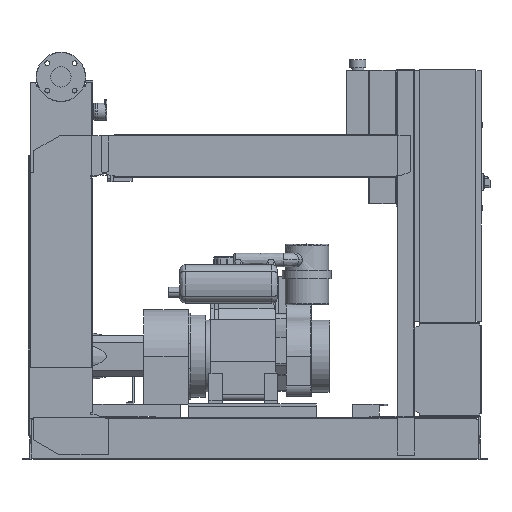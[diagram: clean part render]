
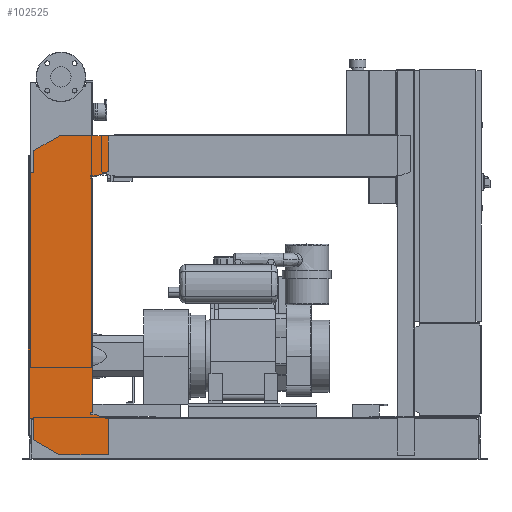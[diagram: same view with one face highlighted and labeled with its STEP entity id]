
A CAD part, front view. The second image highlights one B-rep face of the part: STEP entity #102525.
In plain terms, the highlighted free-form (B-spline) face has degree [1, 1] with [2, 2] control points.
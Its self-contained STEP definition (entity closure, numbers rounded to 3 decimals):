
#102010=CARTESIAN_POINT('',(-102.0,-463.5,1076.0));
#102011=VERTEX_POINT('',#102010);
#102018=CARTESIAN_POINT('',(-102.0,-463.5,1158.574));
#102019=VERTEX_POINT('',#102018);
#102020=CARTESIAN_POINT('',(-102.0,-463.5,1076.0));
#102021=DIRECTION('',(0.0,0.0,1.0));
#102022=VECTOR('',#102021,82.574);
#102023=LINE('',#102020,#102022);
#102024=EDGE_CURVE('',#102011,#102019,#102023,.T.);
#102042=CARTESIAN_POINT('',(-6.,-463.5,1214.0));
#102043=VERTEX_POINT('',#102042);
#102044=CARTESIAN_POINT('',(-102.0,-463.5,1158.574));
#102045=DIRECTION('',(0.866,0.0,0.5));
#102046=VECTOR('',#102045,110.851);
#102047=LINE('',#102044,#102046);
#102048=EDGE_CURVE('',#102019,#102043,#102047,.T.);
#102066=CARTESIAN_POINT('',(177.0,-463.5,1214.0));
#102067=VERTEX_POINT('',#102066);
#102068=CARTESIAN_POINT('',(-6.,-463.5,1214.0));
#102069=DIRECTION('',(1.0,0.0,0.0));
#102070=VECTOR('',#102069,183.0);
#102071=LINE('',#102068,#102070);
#102072=EDGE_CURVE('',#102043,#102067,#102071,.T.);
#102090=CARTESIAN_POINT('',(177.0,-463.5,1080.379));
#102091=VERTEX_POINT('',#102090);
#102092=CARTESIAN_POINT('',(177.0,-463.5,1214.0));
#102093=DIRECTION('',(0.0,0.0,-1.0));
#102094=VECTOR('',#102093,133.621);
#102095=LINE('',#102092,#102094);
#102096=EDGE_CURVE('',#102067,#102091,#102095,.T.);
#102114=CARTESIAN_POINT('',(132.,-463.5,1064.0));
#102115=VERTEX_POINT('',#102114);
#102116=CARTESIAN_POINT('',(177.0,-463.5,1080.379));
#102117=DIRECTION('',(-0.94,0.0,-0.342));
#102118=VECTOR('',#102117,47.888);
#102119=LINE('',#102116,#102118);
#102120=EDGE_CURVE('',#102091,#102115,#102119,.T.);
#102138=CARTESIAN_POINT('',(112.0,-463.5,1064.0));
#102139=VERTEX_POINT('',#102138);
#102140=CARTESIAN_POINT('',(132.,-463.5,1064.0));
#102141=DIRECTION('',(-1.0,0.0,0.0));
#102142=VECTOR('',#102141,20.);
#102143=LINE('',#102140,#102142);
#102144=EDGE_CURVE('',#102115,#102139,#102143,.T.);
#102162=CARTESIAN_POINT('',(112.0,-463.5,1056.0));
#102163=VERTEX_POINT('',#102162);
#102164=CARTESIAN_POINT('',(112.0,-463.5,1064.0));
#102165=DIRECTION('',(0.0,0.0,-1.0));
#102166=VECTOR('',#102165,8.0);
#102167=LINE('',#102164,#102166);
#102168=EDGE_CURVE('',#102139,#102163,#102167,.T.);
#102186=CARTESIAN_POINT('',(120.,-463.5,1056.0));
#102187=VERTEX_POINT('',#102186);
#102188=CARTESIAN_POINT('',(112.0,-463.5,1056.0));
#102189=DIRECTION('',(1.0,0.0,0.0));
#102190=VECTOR('',#102189,8.);
#102191=LINE('',#102188,#102190);
#102192=EDGE_CURVE('',#102163,#102187,#102191,.T.);
#102210=CARTESIAN_POINT('',(120.,-463.5,176.));
#102211=VERTEX_POINT('',#102210);
#102222=CARTESIAN_POINT('',(120.,-463.5,1056.0));
#102223=DIRECTION('',(0.0,0.0,-1.0));
#102224=VECTOR('',#102223,880.);
#102225=LINE('',#102222,#102224);
#102226=EDGE_CURVE('',#102187,#102211,#102225,.T.);
#102240=CARTESIAN_POINT('',(112.,-463.5,176.));
#102241=VERTEX_POINT('',#102240);
#102242=CARTESIAN_POINT('',(120.,-463.5,176.));
#102243=DIRECTION('',(-1.0,0.0,0.0));
#102244=VECTOR('',#102243,8.);
#102245=LINE('',#102242,#102244);
#102246=EDGE_CURVE('',#102211,#102241,#102245,.T.);
#102264=CARTESIAN_POINT('',(112.,-463.5,168.));
#102265=VERTEX_POINT('',#102264);
#102266=CARTESIAN_POINT('',(112.,-463.5,176.));
#102267=DIRECTION('',(0.0,0.0,-1.0));
#102268=VECTOR('',#102267,8.0);
#102269=LINE('',#102266,#102268);
#102270=EDGE_CURVE('',#102241,#102265,#102269,.T.);
#102288=CARTESIAN_POINT('',(132.,-463.5,168.));
#102289=VERTEX_POINT('',#102288);
#102290=CARTESIAN_POINT('',(112.,-463.5,168.));
#102291=DIRECTION('',(1.0,0.0,0.0));
#102292=VECTOR('',#102291,20.0);
#102293=LINE('',#102290,#102292);
#102294=EDGE_CURVE('',#102265,#102289,#102293,.T.);
#102312=CARTESIAN_POINT('',(177.,-463.5,151.621));
#102313=VERTEX_POINT('',#102312);
#102314=CARTESIAN_POINT('',(132.,-463.5,168.));
#102315=DIRECTION('',(0.94,0.0,-0.342));
#102316=VECTOR('',#102315,47.888);
#102317=LINE('',#102314,#102316);
#102318=EDGE_CURVE('',#102289,#102313,#102317,.T.);
#102336=CARTESIAN_POINT('',(177.,-463.5,18.0));
#102337=VERTEX_POINT('',#102336);
#102338=CARTESIAN_POINT('',(177.,-463.5,151.621));
#102339=DIRECTION('',(0.0,0.0,-1.0));
#102340=VECTOR('',#102339,133.621);
#102341=LINE('',#102338,#102340);
#102342=EDGE_CURVE('',#102313,#102337,#102341,.T.);
#102360=CARTESIAN_POINT('',(-4.,-463.5,18.0));
#102361=VERTEX_POINT('',#102360);
#102362=CARTESIAN_POINT('',(177.,-463.5,18.0));
#102363=DIRECTION('',(-1.0,0.0,0.0));
#102364=VECTOR('',#102363,181.);
#102365=LINE('',#102362,#102364);
#102366=EDGE_CURVE('',#102337,#102361,#102365,.T.);
#102384=CARTESIAN_POINT('',(-102.,-463.5,74.58));
#102385=VERTEX_POINT('',#102384);
#102386=CARTESIAN_POINT('',(-4.,-463.5,18.0));
#102387=DIRECTION('',(-0.866,0.,0.5));
#102388=VECTOR('',#102387,113.161);
#102389=LINE('',#102386,#102388);
#102390=EDGE_CURVE('',#102361,#102385,#102389,.T.);
#102408=CARTESIAN_POINT('',(-102.,-463.5,156.0));
#102409=VERTEX_POINT('',#102408);
#102410=CARTESIAN_POINT('',(-102.,-463.5,74.58));
#102411=DIRECTION('',(0.0,0.0,1.0));
#102412=VECTOR('',#102411,81.42);
#102413=LINE('',#102410,#102412);
#102414=EDGE_CURVE('',#102385,#102409,#102413,.T.);
#102432=CARTESIAN_POINT('',(-122.,-463.5,156.0));
#102433=VERTEX_POINT('',#102432);
#102434=CARTESIAN_POINT('',(-102.,-463.5,156.0));
#102435=DIRECTION('',(-1.0,0.0,0.0));
#102436=VECTOR('',#102435,20.0);
#102437=LINE('',#102434,#102436);
#102438=EDGE_CURVE('',#102409,#102433,#102437,.T.);
#102456=CARTESIAN_POINT('',(-122.0,-463.5,1076.0));
#102457=VERTEX_POINT('',#102456);
#102470=CARTESIAN_POINT('',(-122.,-463.5,156.0));
#102471=DIRECTION('',(0.0,0.0,1.0));
#102472=VECTOR('',#102471,920.0);
#102473=LINE('',#102470,#102472);
#102474=EDGE_CURVE('',#102433,#102457,#102473,.T.);
#102488=CARTESIAN_POINT('',(-122.0,-463.5,1076.0));
#102489=DIRECTION('',(1.0,0.0,0.0));
#102490=VECTOR('',#102489,20.0);
#102491=LINE('',#102488,#102490);
#102492=EDGE_CURVE('',#102457,#102011,#102491,.T.);
#102498=CARTESIAN_POINT('',(-122.,-463.5,18.0));
#102499=CARTESIAN_POINT('',(177.0,-463.5,18.0));
#102500=CARTESIAN_POINT('',(-122.,-463.5,1214.0));
#102501=CARTESIAN_POINT('',(177.0,-463.5,1214.0));
#102502=B_SPLINE_SURFACE_WITH_KNOTS('',1,1,((#102498,#102500),(#102499,#102501)),.UNSPECIFIED.,.F.,.F.,.U.,(2,2),(2,2),(0.0,299.),(0.0,1196.0),.UNSPECIFIED.);
#102503=ORIENTED_EDGE('',*,*,#102492,.F.);
#102504=ORIENTED_EDGE('',*,*,#102474,.F.);
#102505=ORIENTED_EDGE('',*,*,#102438,.F.);
#102506=ORIENTED_EDGE('',*,*,#102414,.F.);
#102507=ORIENTED_EDGE('',*,*,#102390,.F.);
#102508=ORIENTED_EDGE('',*,*,#102366,.F.);
#102509=ORIENTED_EDGE('',*,*,#102342,.F.);
#102510=ORIENTED_EDGE('',*,*,#102318,.F.);
#102511=ORIENTED_EDGE('',*,*,#102294,.F.);
#102512=ORIENTED_EDGE('',*,*,#102270,.F.);
#102513=ORIENTED_EDGE('',*,*,#102246,.F.);
#102514=ORIENTED_EDGE('',*,*,#102226,.F.);
#102515=ORIENTED_EDGE('',*,*,#102192,.F.);
#102516=ORIENTED_EDGE('',*,*,#102168,.F.);
#102517=ORIENTED_EDGE('',*,*,#102144,.F.);
#102518=ORIENTED_EDGE('',*,*,#102120,.F.);
#102519=ORIENTED_EDGE('',*,*,#102096,.F.);
#102520=ORIENTED_EDGE('',*,*,#102072,.F.);
#102521=ORIENTED_EDGE('',*,*,#102048,.F.);
#102522=ORIENTED_EDGE('',*,*,#102024,.F.);
#102523=EDGE_LOOP('',(#102503,#102504,#102505,#102506,#102507,#102508,#102509,#102510,#102511,#102512,#102513,#102514,#102515,#102516,#102517,#102518,#102519,#102520,#102521,#102522));
#102524=FACE_OUTER_BOUND('',#102523,.T.);
#102525=ADVANCED_FACE('',(#102524),#102502,.T.);
